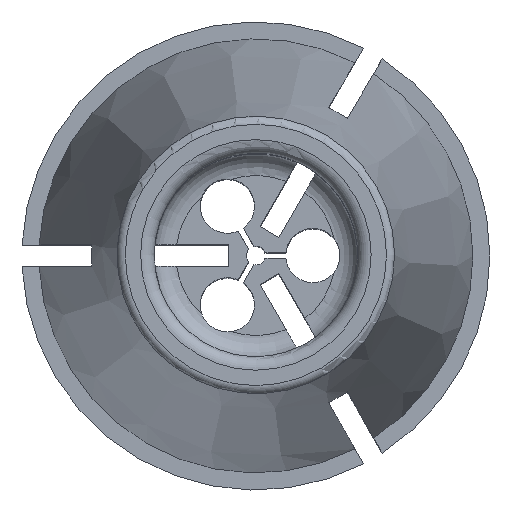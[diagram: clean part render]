
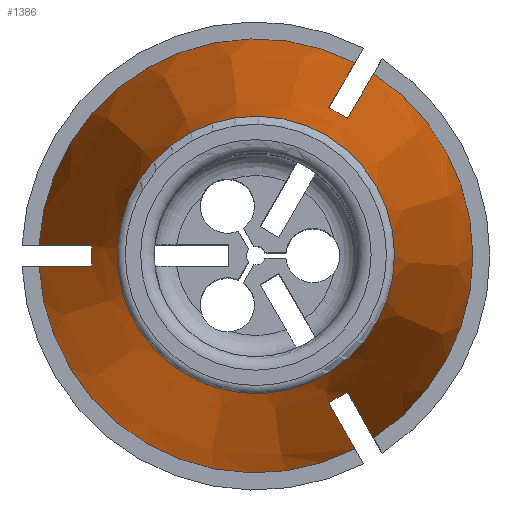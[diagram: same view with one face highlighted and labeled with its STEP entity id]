
A CAD part, top view. The second image highlights one B-rep face of the part: STEP entity #1386.
In plain terms, the highlighted conical face has half-angle 8 degrees and reference radius 8 mm.
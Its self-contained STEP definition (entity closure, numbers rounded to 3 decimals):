
#32=CONICAL_SURFACE('',#1538,8.,0.14);
#49=B_SPLINE_CURVE_WITH_KNOTS('',3,(#2214,#2215,#2216,#2217),
 .UNSPECIFIED.,.F.,.F.,(4,4),(0.,0.014),
 .UNSPECIFIED.);
#52=B_SPLINE_CURVE_WITH_KNOTS('',3,(#2250,#2251,#2252,#2253),
 .UNSPECIFIED.,.F.,.F.,(4,4),(0.,0.014),
 .UNSPECIFIED.);
#63=B_SPLINE_CURVE_WITH_KNOTS('',3,(#2358,#2359,#2360,#2361,#2362,#2363,
#2364,#2365,#2366,#2367),.UNSPECIFIED.,.F.,.F.,(4,3,3,4),(0.009,
0.011,0.022,0.023),.UNSPECIFIED.);
#75=B_SPLINE_CURVE_WITH_KNOTS('',3,(#2479,#2480,#2481,#2482,#2483,#2484,
#2485,#2486,#2487,#2488),.UNSPECIFIED.,.F.,.F.,(4,3,3,4),(0.009,
0.011,0.022,0.023),.UNSPECIFIED.);
#76=B_SPLINE_CURVE_WITH_KNOTS('',3,(#2491,#2492,#2493,#2494),
 .UNSPECIFIED.,.F.,.F.,(4,4),(0.,0.014),
 .UNSPECIFIED.);
#77=B_SPLINE_CURVE_WITH_KNOTS('',3,(#2496,#2497,#2498,#2499),
 .UNSPECIFIED.,.F.,.F.,(4,4),(0.,0.014),
 .UNSPECIFIED.);
#695=ORIENTED_EDGE('',*,*,#852,.F.);
#696=ORIENTED_EDGE('',*,*,#776,.T.);
#697=ORIENTED_EDGE('',*,*,#943,.F.);
#698=ORIENTED_EDGE('',*,*,#894,.T.);
#699=ORIENTED_EDGE('',*,*,#902,.T.);
#700=ORIENTED_EDGE('',*,*,#906,.T.);
#701=ORIENTED_EDGE('',*,*,#864,.T.);
#702=ORIENTED_EDGE('',*,*,#875,.T.);
#703=ORIENTED_EDGE('',*,*,#944,.F.);
#704=ORIENTED_EDGE('',*,*,#805,.T.);
#705=ORIENTED_EDGE('',*,*,#945,.T.);
#706=ORIENTED_EDGE('',*,*,#858,.T.);
#707=ORIENTED_EDGE('',*,*,#842,.F.);
#776=EDGE_CURVE('',#984,#985,#1104,.T.);
#805=EDGE_CURVE('',#1005,#1004,#1114,.T.);
#842=EDGE_CURVE('',#1032,#1032,#1128,.T.);
#852=EDGE_CURVE('',#984,#1042,#49,.T.);
#858=EDGE_CURVE('',#1045,#1042,#1135,.T.);
#864=EDGE_CURVE('',#1052,#1051,#52,.T.);
#875=EDGE_CURVE('',#1051,#1057,#1137,.T.);
#894=EDGE_CURVE('',#1069,#1072,#1143,.T.);
#902=EDGE_CURVE('',#1072,#1076,#63,.T.);
#906=EDGE_CURVE('',#1076,#1052,#1145,.T.);
#943=EDGE_CURVE('',#1069,#985,#75,.T.);
#944=EDGE_CURVE('',#1005,#1057,#76,.T.);
#945=EDGE_CURVE('',#1004,#1045,#77,.T.);
#984=VERTEX_POINT('',#2009);
#985=VERTEX_POINT('',#2011);
#1004=VERTEX_POINT('',#2096);
#1005=VERTEX_POINT('',#2098);
#1032=VERTEX_POINT('',#2192);
#1042=VERTEX_POINT('',#2218);
#1045=VERTEX_POINT('',#2230);
#1051=VERTEX_POINT('',#2249);
#1052=VERTEX_POINT('',#2254);
#1057=VERTEX_POINT('',#2282);
#1069=VERTEX_POINT('',#2324);
#1072=VERTEX_POINT('',#2329);
#1076=VERTEX_POINT('',#2357);
#1104=CIRCLE('',#1425,8.);
#1114=CIRCLE('',#1445,8.);
#1128=CIRCLE('',#1471,5.113);
#1135=CIRCLE('',#1482,6.061);
#1137=CIRCLE('',#1487,6.061);
#1143=CIRCLE('',#1498,6.061);
#1145=CIRCLE('',#1502,8.);
#1228=EDGE_LOOP('',(#695,#696,#697,#698,#699,#700,#701,#702,#703,#704,#705,
#706));
#1229=EDGE_LOOP('',(#707));
#1303=FACE_BOUND('',#1228,.T.);
#1304=FACE_BOUND('',#1229,.T.);
#1386=ADVANCED_FACE('',(#1303,#1304),#32,.T.);
#1425=AXIS2_PLACEMENT_3D('',#2012,#1611,#1612);
#1445=AXIS2_PLACEMENT_3D('',#2097,#1662,#1663);
#1471=AXIS2_PLACEMENT_3D('',#2191,#1731,#1732);
#1482=AXIS2_PLACEMENT_3D('',#2233,#1760,#1761);
#1487=AXIS2_PLACEMENT_3D('',#2283,#1779,#1780);
#1498=AXIS2_PLACEMENT_3D('',#2330,#1812,#1813);
#1502=AXIS2_PLACEMENT_3D('',#2377,#1824,#1825);
#1538=AXIS2_PLACEMENT_3D('',#2495,#1910,#1911);
#1611=DIRECTION('',(0.,0.,1.));
#1612=DIRECTION('',(1.,0.,0.));
#1662=DIRECTION('',(0.,0.,1.));
#1663=DIRECTION('',(1.,0.,0.));
#1731=DIRECTION('',(0.,0.,1.));
#1732=DIRECTION('',(1.,0.,0.));
#1760=DIRECTION('',(0.,0.,1.));
#1761=DIRECTION('',(1.,0.,0.));
#1779=DIRECTION('',(0.,0.,1.));
#1780=DIRECTION('',(1.,0.,0.));
#1812=DIRECTION('',(0.,0.,1.));
#1813=DIRECTION('',(1.,0.,0.));
#1824=DIRECTION('',(0.,0.,1.));
#1825=DIRECTION('',(1.,0.,0.));
#1910=DIRECTION('',(0.,0.,-1.));
#1911=DIRECTION('',(-1.,0.,0.));
#2009=CARTESIAN_POINT('',(3.649,7.12,6.7));
#2011=CARTESIAN_POINT('',(-7.99,0.4,6.7));
#2012=CARTESIAN_POINT('',(0.,0.,6.7));
#2096=CARTESIAN_POINT('',(4.341,6.72,6.7));
#2097=CARTESIAN_POINT('',(0.,0.,6.7));
#2098=CARTESIAN_POINT('',(4.341,-6.72,6.7));
#2191=CARTESIAN_POINT('',(0.,0.,27.242));
#2192=CARTESIAN_POINT('',(5.113,0.,27.242));
#2214=CARTESIAN_POINT('',(3.649,7.12,6.7));
#2215=CARTESIAN_POINT('',(3.325,6.559,11.3));
#2216=CARTESIAN_POINT('',(3.001,5.998,15.9));
#2217=CARTESIAN_POINT('',(2.677,5.437,20.5));
#2218=CARTESIAN_POINT('',(2.677,5.437,20.5));
#2230=CARTESIAN_POINT('',(3.37,5.037,20.5));
#2233=CARTESIAN_POINT('',(0.,0.,20.5));
#2249=CARTESIAN_POINT('',(2.677,-5.437,20.5));
#2250=CARTESIAN_POINT('',(3.649,-7.12,6.7));
#2251=CARTESIAN_POINT('',(3.325,-6.559,11.3));
#2252=CARTESIAN_POINT('',(3.001,-5.998,15.9));
#2253=CARTESIAN_POINT('',(2.677,-5.437,20.5));
#2254=CARTESIAN_POINT('',(3.649,-7.12,6.7));
#2282=CARTESIAN_POINT('',(3.37,-5.037,20.5));
#2283=CARTESIAN_POINT('',(0.,0.,20.5));
#2324=CARTESIAN_POINT('',(-6.047,0.4,20.5));
#2329=CARTESIAN_POINT('',(-6.047,-0.4,20.5));
#2330=CARTESIAN_POINT('',(0.,0.,20.5));
#2357=CARTESIAN_POINT('',(-7.99,-0.4,6.7));
#2358=CARTESIAN_POINT('',(-6.047,-0.4,20.5));
#2359=CARTESIAN_POINT('',(-6.128,-0.4,19.927));
#2360=CARTESIAN_POINT('',(-6.209,-0.4,19.354));
#2361=CARTESIAN_POINT('',(-6.289,-0.4,18.781));
#2362=CARTESIAN_POINT('',(-6.804,-0.4,15.128));
#2363=CARTESIAN_POINT('',(-7.318,-0.4,11.476));
#2364=CARTESIAN_POINT('',(-7.832,-0.4,7.824));
#2365=CARTESIAN_POINT('',(-7.885,-0.4,7.449));
#2366=CARTESIAN_POINT('',(-7.937,-0.4,7.075));
#2367=CARTESIAN_POINT('',(-7.99,-0.4,6.7));
#2377=CARTESIAN_POINT('',(0.,0.,6.7));
#2479=CARTESIAN_POINT('',(-6.047,0.4,20.5));
#2480=CARTESIAN_POINT('',(-6.128,0.4,19.927));
#2481=CARTESIAN_POINT('',(-6.209,0.4,19.354));
#2482=CARTESIAN_POINT('',(-6.289,0.4,18.781));
#2483=CARTESIAN_POINT('',(-6.804,0.4,15.128));
#2484=CARTESIAN_POINT('',(-7.318,0.4,11.476));
#2485=CARTESIAN_POINT('',(-7.832,0.4,7.824));
#2486=CARTESIAN_POINT('',(-7.885,0.4,7.449));
#2487=CARTESIAN_POINT('',(-7.937,0.4,7.075));
#2488=CARTESIAN_POINT('',(-7.99,0.4,6.7));
#2491=CARTESIAN_POINT('',(4.341,-6.72,6.7));
#2492=CARTESIAN_POINT('',(4.018,-6.159,11.3));
#2493=CARTESIAN_POINT('',(3.694,-5.598,15.9));
#2494=CARTESIAN_POINT('',(3.37,-5.037,20.5));
#2495=CARTESIAN_POINT('',(0.,0.,6.7));
#2496=CARTESIAN_POINT('',(4.341,6.72,6.7));
#2497=CARTESIAN_POINT('',(4.018,6.159,11.3));
#2498=CARTESIAN_POINT('',(3.694,5.598,15.9));
#2499=CARTESIAN_POINT('',(3.37,5.037,20.5));
